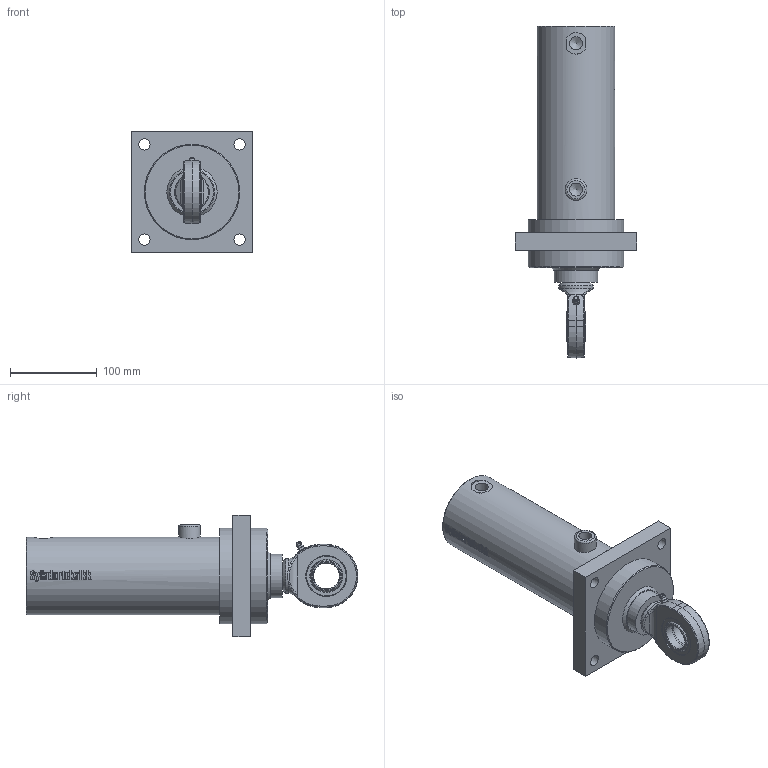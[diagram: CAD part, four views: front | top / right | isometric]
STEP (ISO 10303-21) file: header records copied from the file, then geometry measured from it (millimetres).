
FILE_DESCRIPTION((''),'2;1');
FILE_NAME('DVLF80_50.stp','2010-04-15T08:57:03',('tribel'),(''),'Autodesk Inventor 2009','Autodesk Inventor 2009','');
FILE_SCHEMA(('AUTOMOTIVE_DESIGN { 1 0 10303 214 1 1 1 1 }'));
Length unit declared in the file: millimetre
Products named in the file (5): DVLF80_50; DVLF80_50_body; DVLF80_50_stang; DVLF80_50_Parameters; K-WS30C
Assembly tree (4 placements, depth 2):
  DVLF80_50
    DVLF80_50_body
    DVLF80_50_stang
    DVLF80_50_Parameters
    K-WS30C
Bounding box: 140 x 383.5 x 140 mm (x, y, z)
Volume: 1953612.9 mm3; surface area: 259596.1 mm2
Topology: 3 solids, 4 shells, 653 faces, 1713 edges, 1116 vertices
Faces by surface type: plane 323, bspline 177, cylinder 88, cone 47, torus 14, sphere 4
Full cylindrical faces by diameter (mm): 2.571 x2, 2.9 x2, 3 x1, 5.5 x1, 5.6 x1, 6 x1, 25 x1, 30 x2, 40 x1, 47 x2, 50 x2, 80 x2, 90 x1, 110 x2
Entity records: 51099 total; most frequent: CARTESIAN_POINT 36775, ORIENTED_EDGE 3212, DIRECTION 2308, EDGE_CURVE 1608, VERTEX_POINT 1078, AXIS2_PLACEMENT_3D 824, EDGE_LOOP 787, VECTOR 660
